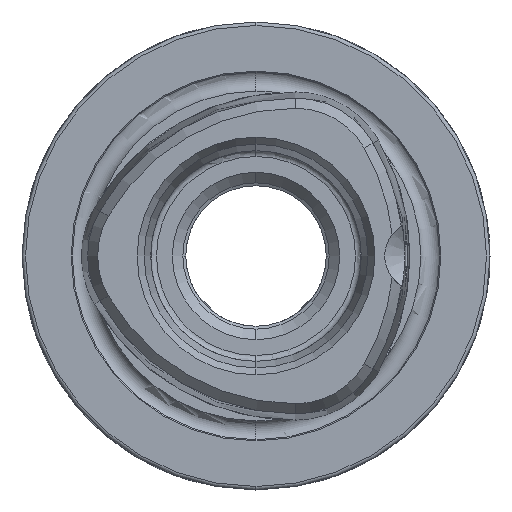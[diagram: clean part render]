
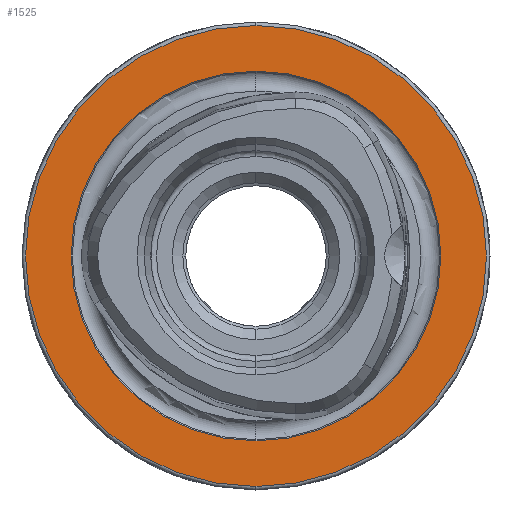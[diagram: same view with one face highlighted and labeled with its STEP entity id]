
A CAD part, left-side view. The second image highlights one B-rep face of the part: STEP entity #1525.
In plain terms, the highlighted planar face has unit normal (-1, 0, 0).
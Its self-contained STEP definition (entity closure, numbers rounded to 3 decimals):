
#373 = VERTEX_POINT ( 'NONE', #1012 ) ;
#374 = VERTEX_POINT ( 'NONE', #1013 ) ;
#376 = VERTEX_POINT ( 'NONE', #1015 ) ;
#377 = VERTEX_POINT ( 'NONE', #1016 ) ;
#744 = CARTESIAN_POINT ( 'NONE',  ( 0., 0., 0. ) ) ;
#745 = DIRECTION ( 'NONE',  ( -1., 0., 0. ) ) ;
#746 = DIRECTION ( 'NONE',  ( 0., 0., 1. ) ) ;
#1012 = CARTESIAN_POINT ( 'NONE',  ( 0., 0., -15.8 ) ) ;
#1013 = CARTESIAN_POINT ( 'NONE',  ( 0., 0., 15.8 ) ) ;
#1015 = CARTESIAN_POINT ( 'NONE',  ( 0., 0., 19.7 ) ) ;
#1016 = CARTESIAN_POINT ( 'NONE',  ( 0., 0., -19.7 ) ) ;
#1525 = ADVANCED_FACE ( 'NONE', ( #6712, #6715 ), #5446, .F. ) ;
#2135 = EDGE_CURVE ( 'NONE', #374, #373, #6960, .T. ) ;
#2434 = CARTESIAN_POINT ( 'NONE',  ( 0., 0., 0. ) ) ;
#2435 = DIRECTION ( 'NONE',  ( -1., 0., 0. ) ) ;
#2436 = DIRECTION ( 'NONE',  ( 0., 0., 1. ) ) ;
#2578 = EDGE_LOOP ( 'NONE', ( #7613, #7614 ) ) ;
#2786 = CARTESIAN_POINT ( 'NONE',  ( 0., 0., 0. ) ) ;
#2787 = DIRECTION ( 'NONE',  ( -1., 0., 0. ) ) ;
#2788 = DIRECTION ( 'NONE',  ( 0., 0., 1. ) ) ;
#2818 = CARTESIAN_POINT ( 'NONE',  ( 0., 0., 0. ) ) ;
#2819 = DIRECTION ( 'NONE',  ( -1., 0., 0. ) ) ;
#2820 = DIRECTION ( 'NONE',  ( 0., 0., 1. ) ) ;
#3454 = CIRCLE ( 'NONE', #5538, 19.7 ) ;
#3588 = CIRCLE ( 'NONE', #5597, 19.7 ) ;
#3596 = CIRCLE ( 'NONE', #5605, 15.8 ) ;
#4947 = AXIS2_PLACEMENT_3D ( 'NONE', #5443, #5448, #5449 ) ;
#5063 = AXIS2_PLACEMENT_3D ( 'NONE', #744, #745, #746 ) ;
#5443 = CARTESIAN_POINT ( 'NONE',  ( 0., 15.8, 0. ) ) ;
#5446 = PLANE ( 'NONE',  #4947 ) ;
#5448 = DIRECTION ( 'NONE',  ( 1., 0., 0. ) ) ;
#5449 = DIRECTION ( 'NONE',  ( 0., 0., -1. ) ) ;
#5538 = AXIS2_PLACEMENT_3D ( 'NONE', #2434, #2435, #2436 ) ;
#5597 = AXIS2_PLACEMENT_3D ( 'NONE', #2786, #2787, #2788 ) ;
#5605 = AXIS2_PLACEMENT_3D ( 'NONE', #2818, #2819, #2820 ) ;
#5918 = EDGE_CURVE ( 'NONE', #377, #376, #3454, .T. ) ;
#6126 = EDGE_LOOP ( 'NONE', ( #7611, #7612 ) ) ;
#6712 = FACE_BOUND ( 'NONE', #6126, .T. ) ;
#6715 = FACE_OUTER_BOUND ( 'NONE', #2578, .T. ) ;
#6960 = CIRCLE ( 'NONE', #5063, 15.8 ) ;
#7247 = EDGE_CURVE ( 'NONE', #376, #377, #3588, .T. ) ;
#7258 = EDGE_CURVE ( 'NONE', #373, #374, #3596, .T. ) ;
#7611 = ORIENTED_EDGE ( 'NONE', *, *, #2135, .F. ) ;
#7612 = ORIENTED_EDGE ( 'NONE', *, *, #7258, .F. ) ;
#7613 = ORIENTED_EDGE ( 'NONE', *, *, #7247, .T. ) ;
#7614 = ORIENTED_EDGE ( 'NONE', *, *, #5918, .T. ) ;
